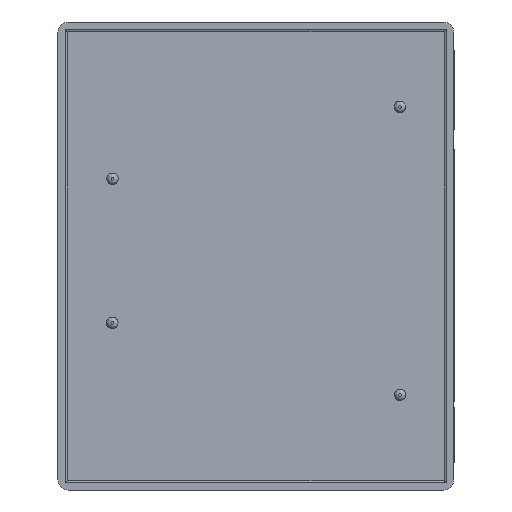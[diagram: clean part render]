
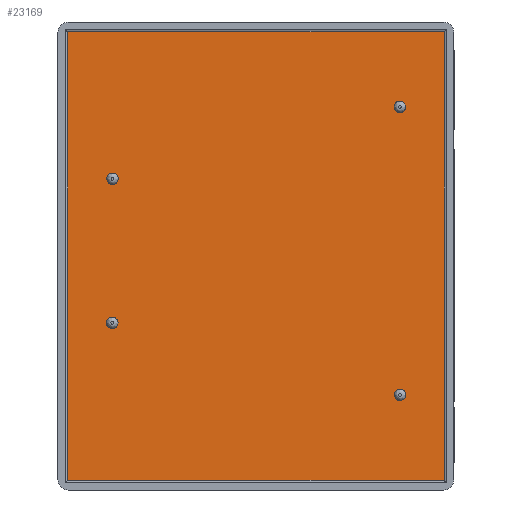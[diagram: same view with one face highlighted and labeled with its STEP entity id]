
A CAD part, front view. The second image highlights one B-rep face of the part: STEP entity #23169.
In plain terms, the highlighted planar face has unit normal (0, -1, 0).
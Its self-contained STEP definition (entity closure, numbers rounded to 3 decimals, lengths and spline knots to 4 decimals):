
#229=CIRCLE('',#24106,0.0157);
#230=CIRCLE('',#24107,0.0157);
#231=CIRCLE('',#24108,0.0157);
#232=CIRCLE('',#24109,0.0157);
#413=FACE_BOUND('',#3364,.T.);
#414=FACE_BOUND('',#3365,.T.);
#415=FACE_BOUND('',#3366,.T.);
#416=FACE_BOUND('',#3367,.T.);
#2033=FACE_OUTER_BOUND('',#3363,.T.);
#3363=EDGE_LOOP('',(#19836,#19837,#19838,#19839));
#3364=EDGE_LOOP('',(#19840,#19841));
#3365=EDGE_LOOP('',(#19842,#19843));
#3366=EDGE_LOOP('',(#19844,#19845));
#3367=EDGE_LOOP('',(#19846,#19847));
#5547=LINE('',#46863,#7721);
#5550=LINE('',#46873,#7724);
#5552=LINE('',#46879,#7726);
#5554=LINE('',#46883,#7728);
#5555=LINE('',#46887,#7729);
#5556=LINE('',#46892,#7730);
#5557=LINE('',#46896,#7731);
#5558=LINE('',#46900,#7732);
#7721=VECTOR('',#28035,0.0079);
#7724=VECTOR('',#28044,0.0079);
#7726=VECTOR('',#28050,0.0079);
#7728=VECTOR('',#28056,0.0079);
#7729=VECTOR('',#28059,0.3937);
#7730=VECTOR('',#28064,0.3937);
#7731=VECTOR('',#28067,0.3937);
#7732=VECTOR('',#28070,0.3937);
#10559=VERTEX_POINT('',#46861);
#10560=VERTEX_POINT('',#46862);
#10564=VERTEX_POINT('',#46872);
#10566=VERTEX_POINT('',#46878);
#10567=VERTEX_POINT('',#46885);
#10568=VERTEX_POINT('',#46886);
#10569=VERTEX_POINT('',#46889);
#10570=VERTEX_POINT('',#46890);
#10571=VERTEX_POINT('',#46893);
#10572=VERTEX_POINT('',#46894);
#10573=VERTEX_POINT('',#46897);
#10574=VERTEX_POINT('',#46898);
#13671=EDGE_CURVE('',#10559,#10560,#5547,.T.);
#13676=EDGE_CURVE('',#10560,#10564,#5550,.T.);
#13679=EDGE_CURVE('',#10564,#10566,#5552,.T.);
#13682=EDGE_CURVE('',#10566,#10559,#5554,.T.);
#13683=EDGE_CURVE('',#10567,#10568,#5555,.T.);
#13684=EDGE_CURVE('',#10567,#10568,#229,.T.);
#13685=EDGE_CURVE('',#10569,#10570,#230,.T.);
#13686=EDGE_CURVE('',#10569,#10570,#5556,.T.);
#13687=EDGE_CURVE('',#10571,#10572,#231,.T.);
#13688=EDGE_CURVE('',#10571,#10572,#5557,.T.);
#13689=EDGE_CURVE('',#10573,#10574,#232,.T.);
#13690=EDGE_CURVE('',#10573,#10574,#5558,.T.);
#19836=ORIENTED_EDGE('',*,*,#13671,.F.);
#19837=ORIENTED_EDGE('',*,*,#13682,.F.);
#19838=ORIENTED_EDGE('',*,*,#13679,.F.);
#19839=ORIENTED_EDGE('',*,*,#13676,.F.);
#19840=ORIENTED_EDGE('',*,*,#13683,.T.);
#19841=ORIENTED_EDGE('',*,*,#13684,.F.);
#19842=ORIENTED_EDGE('',*,*,#13685,.F.);
#19843=ORIENTED_EDGE('',*,*,#13686,.T.);
#19844=ORIENTED_EDGE('',*,*,#13687,.F.);
#19845=ORIENTED_EDGE('',*,*,#13688,.T.);
#19846=ORIENTED_EDGE('',*,*,#13689,.F.);
#19847=ORIENTED_EDGE('',*,*,#13690,.T.);
#20796=PLANE('',#24105);
#23169=ADVANCED_FACE('',(#2033,#413,#414,#415,#416),#20796,.F.);
#24105=AXIS2_PLACEMENT_3D('',#46884,#28057,#28058);
#24106=AXIS2_PLACEMENT_3D('',#46888,#28060,#28061);
#24107=AXIS2_PLACEMENT_3D('',#46891,#28062,#28063);
#24108=AXIS2_PLACEMENT_3D('',#46895,#28065,#28066);
#24109=AXIS2_PLACEMENT_3D('',#46899,#28068,#28069);
#28035=DIRECTION('',(1.,0.,0.));
#28044=DIRECTION('',(0.,0.,-1.));
#28050=DIRECTION('',(-1.,0.,0.));
#28056=DIRECTION('',(0.,0.,1.));
#28057=DIRECTION('center_axis',(0.,1.,0.));
#28058=DIRECTION('ref_axis',(0.,0.,1.));
#28059=DIRECTION('',(0.,0.,-1.));
#28060=DIRECTION('center_axis',(0.,-1.,0.));
#28061=DIRECTION('ref_axis',(1.,0.,0.));
#28062=DIRECTION('center_axis',(0.,-1.,0.));
#28063=DIRECTION('ref_axis',(1.,0.,0.));
#28064=DIRECTION('',(0.,0.,1.));
#28065=DIRECTION('center_axis',(0.,-1.,0.));
#28066=DIRECTION('ref_axis',(1.,0.,0.));
#28067=DIRECTION('',(0.,0.,1.));
#28068=DIRECTION('center_axis',(0.,-1.,0.));
#28069=DIRECTION('ref_axis',(1.,0.,0.));
#28070=DIRECTION('',(0.,0.,-1.));
#46861=CARTESIAN_POINT('',(-1.0562,0.0039,-0.0265));
#46862=CARTESIAN_POINT('',(-0.0265,0.0039,-0.0265));
#46863=CARTESIAN_POINT('',(-0.8022,0.0039,-0.0265));
#46872=CARTESIAN_POINT('',(-0.0265,0.0039,-1.253));
#46873=CARTESIAN_POINT('',(-0.0265,0.0039,-0.3297));
#46878=CARTESIAN_POINT('',(-1.0562,0.0039,-1.253));
#46879=CARTESIAN_POINT('',(-0.2805,0.0039,-1.253));
#46883=CARTESIAN_POINT('',(-1.0562,0.0039,-0.9498));
#46884=CARTESIAN_POINT('Origin',(-0.5413,0.0039,
-0.6398));
#46885=CARTESIAN_POINT('',(-0.9473,0.0039,-0.4209));
#46886=CARTESIAN_POINT('',(-0.9473,0.0039,-0.4364));
#46887=CARTESIAN_POINT('',(-0.9473,0.0039,-0.8797));
#46888=CARTESIAN_POINT('Origin',(-0.9336,0.0039,
-0.4286));
#46889=CARTESIAN_POINT('',(-0.1353,0.0039,-1.0298));
#46890=CARTESIAN_POINT('',(-0.1353,0.0039,-1.0086));
#46891=CARTESIAN_POINT('Origin',(-0.1469,0.0039,
-1.0192));
#46892=CARTESIAN_POINT('',(-0.1353,0.0039,-0.3999));
#46893=CARTESIAN_POINT('',(-0.1353,0.0039,-0.2414));
#46894=CARTESIAN_POINT('',(-0.1353,0.0039,-0.2222));
#46895=CARTESIAN_POINT('Origin',(-0.1478,0.0039,
-0.2318));
#46896=CARTESIAN_POINT('',(-0.1353,0.0039,-0.3999));
#46897=CARTESIAN_POINT('',(-0.9473,0.0039,-0.8135));
#46898=CARTESIAN_POINT('',(-0.9473,0.0039,-0.8312));
#46899=CARTESIAN_POINT('Origin',(-0.9343,0.0039,
-0.8223));
#46900=CARTESIAN_POINT('',(-0.9473,0.0039,-0.8797));
